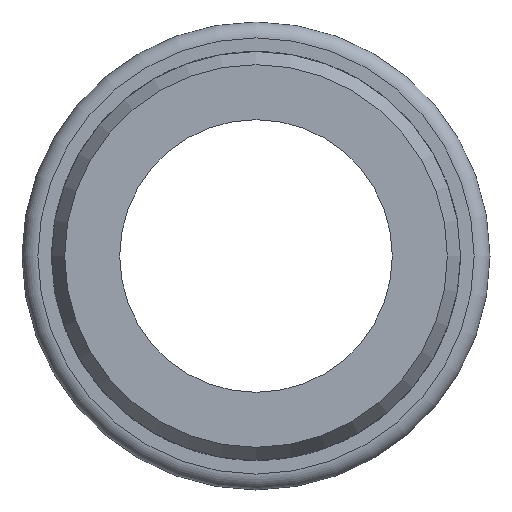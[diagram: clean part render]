
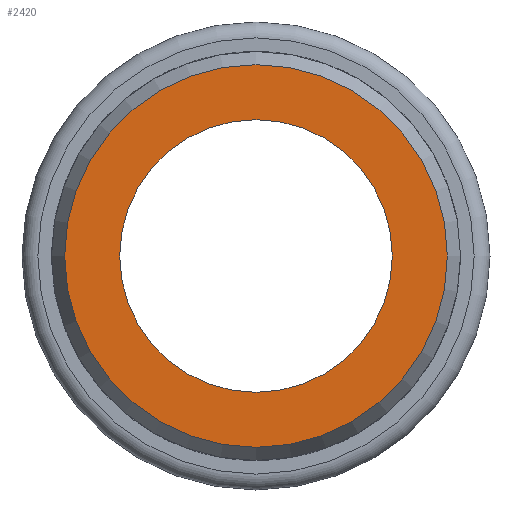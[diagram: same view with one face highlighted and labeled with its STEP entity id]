
A CAD part, front view. The second image highlights one B-rep face of the part: STEP entity #2420.
In plain terms, the highlighted planar face has unit normal (0, -1, 0).
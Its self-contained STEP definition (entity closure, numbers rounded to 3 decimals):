
#21=FACE_BOUND('',#518,.T.);
#228=PLANE('',#2665);
#370=FACE_OUTER_BOUND('',#517,.T.);
#517=EDGE_LOOP('',(#2124));
#518=EDGE_LOOP('',(#2125));
#1048=CIRCLE('',#2452,4.211);
#1088=CIRCLE('',#2666,3.);
#1095=VERTEX_POINT('',#3383);
#1304=VERTEX_POINT('',#4045);
#1313=EDGE_CURVE('',#1095,#1095,#1048,.T.);
#1625=EDGE_CURVE('',#1304,#1304,#1088,.T.);
#2124=ORIENTED_EDGE('',*,*,#1313,.T.);
#2125=ORIENTED_EDGE('',*,*,#1625,.F.);
#2420=ADVANCED_FACE('',(#370,#21),#228,.T.);
#2452=AXIS2_PLACEMENT_3D('',#3385,#2690,#2691);
#2665=AXIS2_PLACEMENT_3D('',#4044,#3354,#3355);
#2666=AXIS2_PLACEMENT_3D('',#4046,#3356,#3357);
#2690=DIRECTION('center_axis',(0.,-1.,0.));
#2691=DIRECTION('ref_axis',(0.,0.,-1.));
#3354=DIRECTION('center_axis',(0.,-1.,0.));
#3355=DIRECTION('ref_axis',(0.,0.,-1.));
#3356=DIRECTION('center_axis',(0.,-1.,0.));
#3357=DIRECTION('ref_axis',(0.,0.,-1.));
#3383=CARTESIAN_POINT('',(0.,0.,-4.211));
#3385=CARTESIAN_POINT('Origin',(0.,0.,0.));
#4044=CARTESIAN_POINT('Origin',(0.,0.,-4.5));
#4045=CARTESIAN_POINT('',(0.,0.,3.));
#4046=CARTESIAN_POINT('Origin',(0.,0.,0.));
